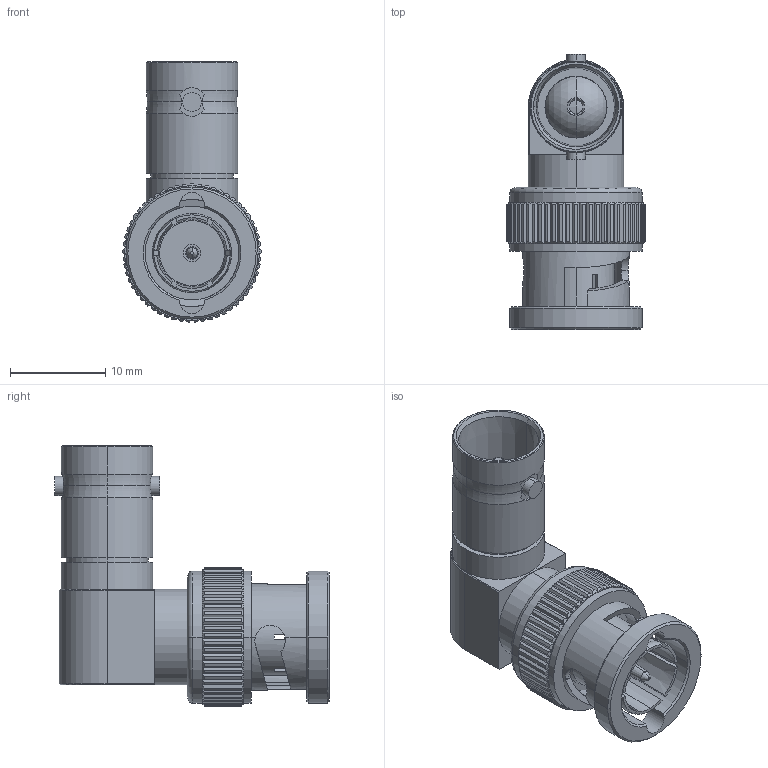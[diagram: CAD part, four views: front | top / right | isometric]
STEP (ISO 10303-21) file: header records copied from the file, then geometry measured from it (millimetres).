
FILE_DESCRIPTION (( 'STEP AP214' ), '1' );
FILE_NAME ('10-520-W66.STEP', '2024-03-21T08:08:25', ( '' ), ( '' ), 'SwSTEP 2.0', 'SolidWorks 2023', '' );
FILE_SCHEMA (( 'AUTOMOTIVE_DESIGN' ));
Length unit declared in the file: millimetre
Products named in the file (1): 10-520-W66
Bounding box: 14.48 x 28.8 x 27.27 mm (x, y, z)
Surface area: 2938.5 mm2 (no closed solid volume)
Topology: 0 solids, 13 shells, 473 faces, 1361 edges, 903 vertices
Faces by surface type: plane 189, cone 158, cylinder 107, torus 17, sphere 2
Entity records: 16013 total; most frequent: CARTESIAN_POINT 3891, ORIENTED_EDGE 2636, DIRECTION 2417, EDGE_CURVE 1361, AXIS2_PLACEMENT_3D 911, VERTEX_POINT 903, LINE 595, VECTOR 595
